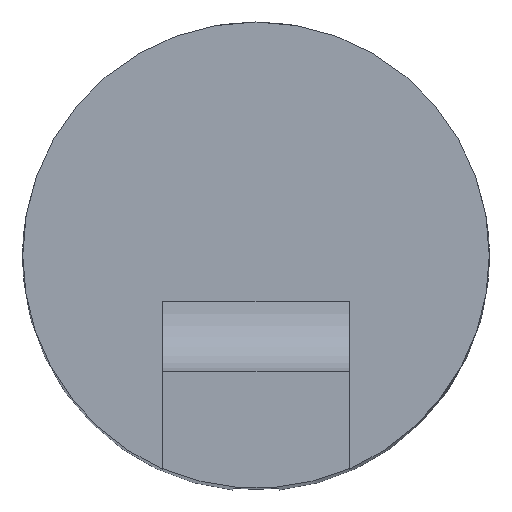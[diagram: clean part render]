
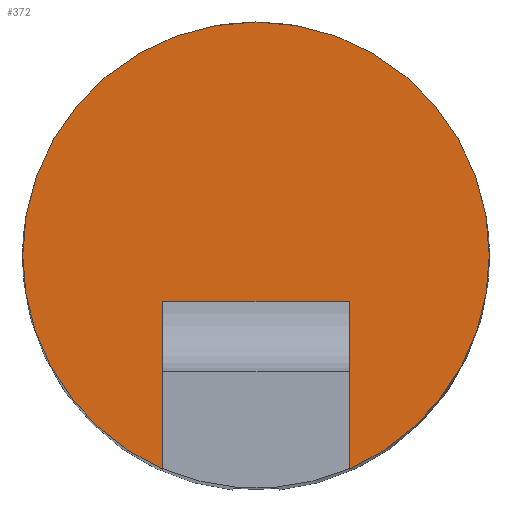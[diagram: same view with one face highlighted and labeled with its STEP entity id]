
A CAD part, top view. The second image highlights one B-rep face of the part: STEP entity #372.
In plain terms, the highlighted planar face has unit normal (0, 0, 1).
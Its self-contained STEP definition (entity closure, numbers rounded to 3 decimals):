
#8 = VERTEX_POINT ( 'NONE', #246 ) ;
#18 = VECTOR ( 'NONE', #388, 1000. ) ;
#25 = CARTESIAN_POINT ( 'NONE',  ( -0.2, -0.458, 3.1 ) ) ;
#34 = CARTESIAN_POINT ( 'NONE',  ( 0., 0., 3.1 ) ) ;
#46 = CIRCLE ( 'NONE', #617, 0.5 ) ;
#69 = ORIENTED_EDGE ( 'NONE', *, *, #409, .F. ) ;
#94 = VECTOR ( 'NONE', #673, 1000. ) ;
#128 = ORIENTED_EDGE ( 'NONE', *, *, #879, .F. ) ;
#134 = AXIS2_PLACEMENT_3D ( 'NONE', #34, #711, #803 ) ;
#186 = VERTEX_POINT ( 'NONE', #911 ) ;
#211 = CARTESIAN_POINT ( 'NONE',  ( 0.2, -0.25, 3.1 ) ) ;
#246 = CARTESIAN_POINT ( 'NONE',  ( 0.2, -0.458, 3.1 ) ) ;
#280 = VECTOR ( 'NONE', #309, 1000. ) ;
#297 = LINE ( 'NONE', #211, #18 ) ;
#305 = DIRECTION ( 'NONE',  ( 0., 0., -1. ) ) ;
#309 = DIRECTION ( 'NONE',  ( 1., 0., 0. ) ) ;
#314 = EDGE_LOOP ( 'NONE', ( #128, #696, #69, #877, #1122, #1081 ) ) ;
#325 = LINE ( 'NONE', #500, #94 ) ;
#372 = ADVANCED_FACE ( 'NONE', ( #678 ), #483, .F. ) ;
#388 = DIRECTION ( 'NONE',  ( 0., 1., 0. ) ) ;
#409 = EDGE_CURVE ( 'NONE', #8, #447, #297, .T. ) ;
#447 = VERTEX_POINT ( 'NONE', #763 ) ;
#483 = PLANE ( 'NONE',  #1013 ) ;
#488 = DIRECTION ( 'NONE',  ( 0., 0., -1. ) ) ;
#497 = DIRECTION ( 'NONE',  ( -1., 0., 0. ) ) ;
#500 = CARTESIAN_POINT ( 'NONE',  ( -0.2, -0.458, 3.1 ) ) ;
#564 = CARTESIAN_POINT ( 'NONE',  ( 0., 0., 3.1 ) ) ;
#591 = DIRECTION ( 'NONE',  ( 0., 0., -1. ) ) ;
#612 = VERTEX_POINT ( 'NONE', #25 ) ;
#617 = AXIS2_PLACEMENT_3D ( 'NONE', #564, #305, #742 ) ;
#673 = DIRECTION ( 'NONE',  ( 0., -1., 0. ) ) ;
#678 = FACE_OUTER_BOUND ( 'NONE', #314, .T. ) ;
#696 = ORIENTED_EDGE ( 'NONE', *, *, #840, .T. ) ;
#711 = DIRECTION ( 'NONE',  ( 0., 0., -1. ) ) ;
#742 = DIRECTION ( 'NONE',  ( -1., 0., 0. ) ) ;
#745 = LINE ( 'NONE', #1106, #280 ) ;
#753 = VERTEX_POINT ( 'NONE', #822 ) ;
#763 = CARTESIAN_POINT ( 'NONE',  ( 0.2, -0.1, 3.1 ) ) ;
#802 = EDGE_CURVE ( 'NONE', #612, #186, #46, .T. ) ;
#803 = DIRECTION ( 'NONE',  ( -1., 0., 0. ) ) ;
#822 = CARTESIAN_POINT ( 'NONE',  ( 0.5, 0., 3.1 ) ) ;
#826 = CARTESIAN_POINT ( 'NONE',  ( 0., 0., 3.1 ) ) ;
#840 = EDGE_CURVE ( 'NONE', #1053, #447, #745, .T. ) ;
#851 = CIRCLE ( 'NONE', #134, 0.5 ) ;
#877 = ORIENTED_EDGE ( 'NONE', *, *, #1068, .F. ) ;
#879 = EDGE_CURVE ( 'NONE', #1053, #612, #325, .T. ) ;
#911 = CARTESIAN_POINT ( 'NONE',  ( -0.5, 0., 3.1 ) ) ;
#937 = CIRCLE ( 'NONE', #947, 0.5 ) ;
#941 = EDGE_CURVE ( 'NONE', #186, #753, #937, .T. ) ;
#947 = AXIS2_PLACEMENT_3D ( 'NONE', #1123, #591, #497 ) ;
#1013 = AXIS2_PLACEMENT_3D ( 'NONE', #826, #488, #1083 ) ;
#1036 = CARTESIAN_POINT ( 'NONE',  ( -0.2, -0.1, 3.1 ) ) ;
#1053 = VERTEX_POINT ( 'NONE', #1036 ) ;
#1068 = EDGE_CURVE ( 'NONE', #753, #8, #851, .T. ) ;
#1081 = ORIENTED_EDGE ( 'NONE', *, *, #802, .F. ) ;
#1083 = DIRECTION ( 'NONE',  ( -1., 0., 0. ) ) ;
#1106 = CARTESIAN_POINT ( 'NONE',  ( 0.2, -0.1, 3.1 ) ) ;
#1122 = ORIENTED_EDGE ( 'NONE', *, *, #941, .F. ) ;
#1123 = CARTESIAN_POINT ( 'NONE',  ( 0., 0., 3.1 ) ) ;
